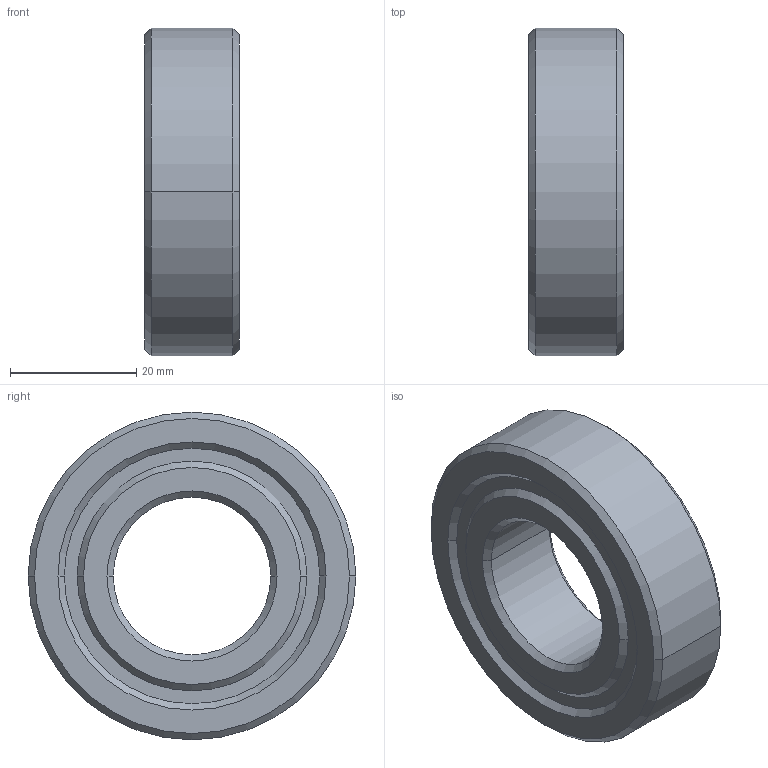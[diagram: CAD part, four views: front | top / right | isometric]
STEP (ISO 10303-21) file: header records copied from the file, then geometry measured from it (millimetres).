
FILE_DESCRIPTION(('STEP AP214'),'1');
FILE_NAME('uk_25_zz.stp','2018-09-04T10:44:01',('TraceParts'),('TraceParts S.A.'),'Spatial InterOp 3D',' ',' ');
FILE_SCHEMA(('automotive_design'));
Length unit declared in the file: millimetre
Products named in the file (1): uk_25_zz
Bounding box: 15 x 52 x 52 mm (x, y, z)
Volume: 23512.9 mm3; surface area: 6811.2 mm2
Topology: 1 solids, 1 shells, 26 faces, 52 edges, 32 vertices
Faces by surface type: cone 16, plane 6, cylinder 4
Entity records: 703 total; most frequent: DIRECTION 138, CARTESIAN_POINT 111, ORIENTED_EDGE 104, AXIS2_PLACEMENT_3D 59, EDGE_CURVE 52, EDGE_LOOP 32, VERTEX_POINT 32, CIRCLE 32
